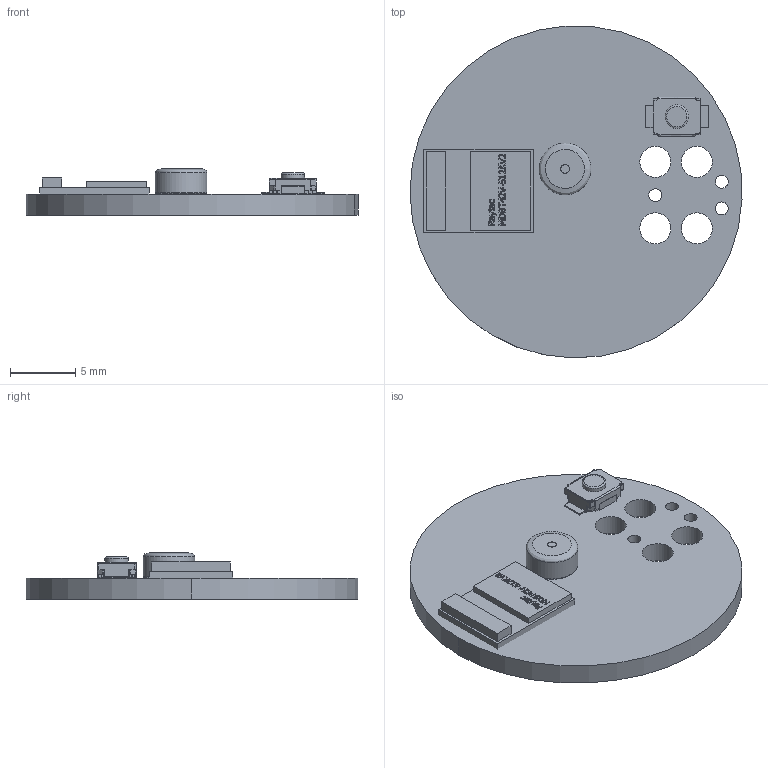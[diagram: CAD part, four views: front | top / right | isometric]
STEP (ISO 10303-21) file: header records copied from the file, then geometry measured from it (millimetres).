
FILE_DESCRIPTION(('KiCad electronic assembly'),'2;1');
FILE_NAME('project_llama.step','2022-01-09T12:21:16',('Pcbnew'),('Kicad' ),'Open CASCADE STEP processor 7.6','KiCad to STEP converter', 'Unknown');
FILE_SCHEMA(('AUTOMOTIVE_DESIGN { 1 0 10303 214 1 1 1 1 }'));
Length unit declared in the file: millimetre
Products named in the file (8): project_llama 1; Raytac_-_MDBT42V-512KV2; COMPOUND; SW_SPST_B3U-1000P-B; SOLID; Buzzer_12x9.5RM7.6; _autosave-project_llama PCB
Assembly tree (7 placements, depth 3):
  project_llama 1
    Raytac_-_MDBT42V-512KV2
      COMPOUND
    SW_SPST_B3U-1000P-B
      SOLID
    Buzzer_12x9.5RM7.6
      SOLID
    _autosave-project_llama PCB
Bounding box: 25.39 x 25.37 x 3.56 mm (x, y, z)
Volume: 887.5 mm3; surface area: 1504.2 mm2
Topology: 35 solids, 35 shells, 791 faces, 1957 edges, 1238 vertices
Faces by surface type: bspline 780, cylinder 9, plane 2
Full cylindrical faces by diameter (mm): 0.991 x3, 2.375 x4
Entity records: 47851 total; most frequent: CARTESIAN_POINT 19892, B_SPLINE_CURVE_WITH_KNOTS 5380, ORIENTED_EDGE 3880, PCURVE 3880, DEFINITIONAL_REPRESENTATION 3880, EDGE_CURVE 1940, SURFACE_CURVE 1921, VERTEX_POINT 1238
